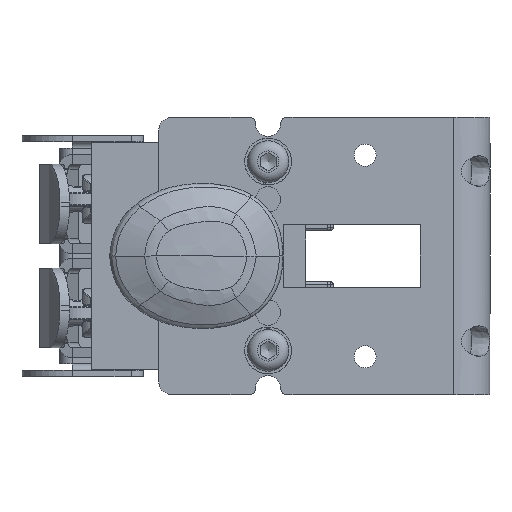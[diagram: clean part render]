
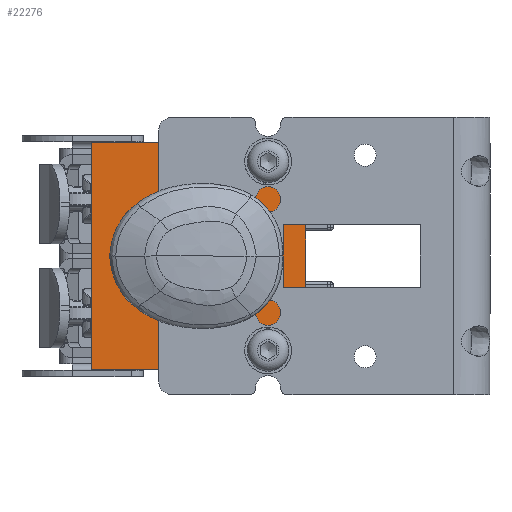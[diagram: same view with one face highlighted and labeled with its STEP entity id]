
A CAD part, left-side view. The second image highlights one B-rep face of the part: STEP entity #22276.
In plain terms, the highlighted planar face has unit normal (-1, 0, 0).
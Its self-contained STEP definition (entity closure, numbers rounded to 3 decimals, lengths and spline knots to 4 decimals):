
#702=FACE_BOUND('',#4542,.T.);
#703=FACE_BOUND('',#4543,.T.);
#979=PLANE('',#24174);
#3196=FACE_OUTER_BOUND('',#4541,.T.);
#4541=EDGE_LOOP('',(#17860,#17861,#17862,#17863));
#4542=EDGE_LOOP('',(#17864,#17865));
#4543=EDGE_LOOP('',(#17866,#17867));
#5841=LINE('',#56953,#7173);
#5846=LINE('',#56963,#7178);
#5848=LINE('',#56966,#7180);
#5849=LINE('',#56967,#7181);
#7173=VECTOR('',#27187,0.3937);
#7178=VECTOR('',#27194,0.3937);
#7180=VECTOR('',#27198,0.3937);
#7181=VECTOR('',#27199,0.3937);
#8208=CIRCLE('',#24138,0.097);
#8209=CIRCLE('',#24139,0.097);
#8210=CIRCLE('',#24141,0.097);
#8211=CIRCLE('',#24142,0.097);
#10004=VERTEX_POINT('',#56700);
#10005=VERTEX_POINT('',#56701);
#10006=VERTEX_POINT('',#56706);
#10007=VERTEX_POINT('',#56707);
#10036=VERTEX_POINT('',#56950);
#10037=VERTEX_POINT('',#56952);
#10040=VERTEX_POINT('',#56960);
#10041=VERTEX_POINT('',#56962);
#12750=EDGE_CURVE('',#10004,#10005,#8208,.T.);
#12751=EDGE_CURVE('',#10005,#10004,#8209,.T.);
#12753=EDGE_CURVE('',#10006,#10007,#8210,.T.);
#12754=EDGE_CURVE('',#10007,#10006,#8211,.T.);
#12810=EDGE_CURVE('',#10036,#10037,#5841,.T.);
#12815=EDGE_CURVE('',#10040,#10041,#5846,.T.);
#12817=EDGE_CURVE('',#10037,#10040,#5848,.T.);
#12818=EDGE_CURVE('',#10041,#10036,#5849,.T.);
#17860=ORIENTED_EDGE('',*,*,#12817,.F.);
#17861=ORIENTED_EDGE('',*,*,#12810,.F.);
#17862=ORIENTED_EDGE('',*,*,#12818,.F.);
#17863=ORIENTED_EDGE('',*,*,#12815,.F.);
#17864=ORIENTED_EDGE('',*,*,#12750,.T.);
#17865=ORIENTED_EDGE('',*,*,#12751,.T.);
#17866=ORIENTED_EDGE('',*,*,#12753,.T.);
#17867=ORIENTED_EDGE('',*,*,#12754,.T.);
#22276=ADVANCED_FACE('',(#3196,#702,#703),#979,.T.);
#24138=AXIS2_PLACEMENT_3D('',#56702,#27081,#27082);
#24139=AXIS2_PLACEMENT_3D('',#56703,#27083,#27084);
#24141=AXIS2_PLACEMENT_3D('',#56708,#27088,#27089);
#24142=AXIS2_PLACEMENT_3D('',#56709,#27090,#27091);
#24174=AXIS2_PLACEMENT_3D('',#56965,#27196,#27197);
#27081=DIRECTION('center_axis',(1.,0.,0.));
#27082=DIRECTION('ref_axis',(0.,0.,1.));
#27083=DIRECTION('center_axis',(1.,0.,0.));
#27084=DIRECTION('ref_axis',(0.,0.,1.));
#27088=DIRECTION('center_axis',(1.,0.,0.));
#27089=DIRECTION('ref_axis',(0.,0.,1.));
#27090=DIRECTION('center_axis',(1.,0.,0.));
#27091=DIRECTION('ref_axis',(0.,0.,1.));
#27187=DIRECTION('',(0.,0.,1.));
#27194=DIRECTION('',(0.,0.,-1.));
#27196=DIRECTION('center_axis',(-1.,0.,0.));
#27197=DIRECTION('ref_axis',(0.,0.,1.));
#27198=DIRECTION('',(0.,-1.,0.));
#27199=DIRECTION('',(0.,1.,0.));
#56700=CARTESIAN_POINT('',(-0.875,-0.6875,-0.8395));
#56701=CARTESIAN_POINT('',(-0.875,-0.6875,-1.0335));
#56702=CARTESIAN_POINT('Origin',(-0.875,-0.6875,-0.9365));
#56703=CARTESIAN_POINT('Origin',(-0.875,-0.6875,-0.9365));
#56706=CARTESIAN_POINT('',(-0.875,-0.6875,1.0345));
#56707=CARTESIAN_POINT('',(-0.875,-0.6875,0.8405));
#56708=CARTESIAN_POINT('Origin',(-0.875,-0.6875,0.9375));
#56709=CARTESIAN_POINT('Origin',(-0.875,-0.6875,0.9375));
#56950=CARTESIAN_POINT('',(-0.875,1.0625,-1.125));
#56952=CARTESIAN_POINT('',(-0.875,1.0625,1.125));
#56953=CARTESIAN_POINT('',(-0.875,1.0625,-1.125));
#56960=CARTESIAN_POINT('',(-0.875,-1.0625,1.125));
#56962=CARTESIAN_POINT('',(-0.875,-1.0625,-1.125));
#56963=CARTESIAN_POINT('',(-0.875,-1.0625,-1.125));
#56965=CARTESIAN_POINT('Origin',(-0.875,0.,-1.125));
#56966=CARTESIAN_POINT('',(-0.875,0.,1.125));
#56967=CARTESIAN_POINT('',(-0.875,0.,-1.125));
